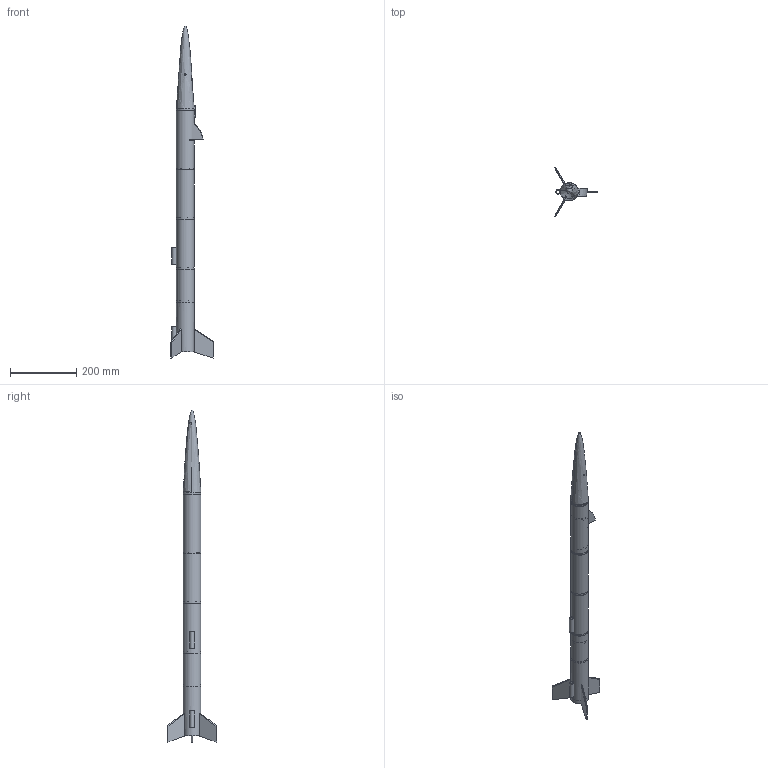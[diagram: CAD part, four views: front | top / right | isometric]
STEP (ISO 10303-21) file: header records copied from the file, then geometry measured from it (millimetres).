
FILE_DESCRIPTION(/* description */ (''),/* implementation_level */ '2;1');
FILE_NAME(/* name */ 'assembled.stp',/* time_stamp */ '2021-04-29T16:54:37+03:00',/* author */ ('0x6f736f646f'),/* organization */ (''),/* preprocessor_version */ 'ST-DEVELOPER v18.1',/* originating_system */ 'Autodesk Inventor 2020',/* authorisation */ '');
FILE_SCHEMA (('AUTOMOTIVE_DESIGN { 1 0 10303 214 3 1 1 }'));
Length unit declared in the file: millimetre
Products named in the file (12): assembled; noseAssembly; nose-basepart1; nose-toppart1; electronicsbay; motor-mount-bottom; payloadchamber; picameraholder; servoarm; launchlug; extraTube; tail
Assembly tree (13 placements, depth 3):
  assembled
    noseAssembly
      nose-basepart1
      nose-toppart1
    electronicsbay
    extraTube  x2
    launchlug  x2
    motor-mount-bottom
    payloadchamber
    picameraholder
    servoarm
    tail
Bounding box: 129.06 x 149.02 x 1004.11 mm (x, y, z)
Volume: 377101.4 mm3; surface area: 372696.2 mm2
Topology: 14 solids, 14 shells, 182 faces, 459 edges, 308 vertices
Faces by surface type: plane 117, cylinder 51, bspline 14
Full cylindrical faces by diameter (mm): 1.2 x1, 2 x2, 5 x5, 10 x2, 13.6 x2, 20 x1, 39.5 x1, 49 x2, 50 x9, 51.8 x10, 53.6 x6
Entity records: 6660 total; most frequent: CARTESIAN_POINT 2026, DIRECTION 892, ORIENTED_EDGE 866, EDGE_CURVE 433, AXIS2_PLACEMENT_3D 343, VERTEX_POINT 290, EDGE_LOOP 210, LINE 206
